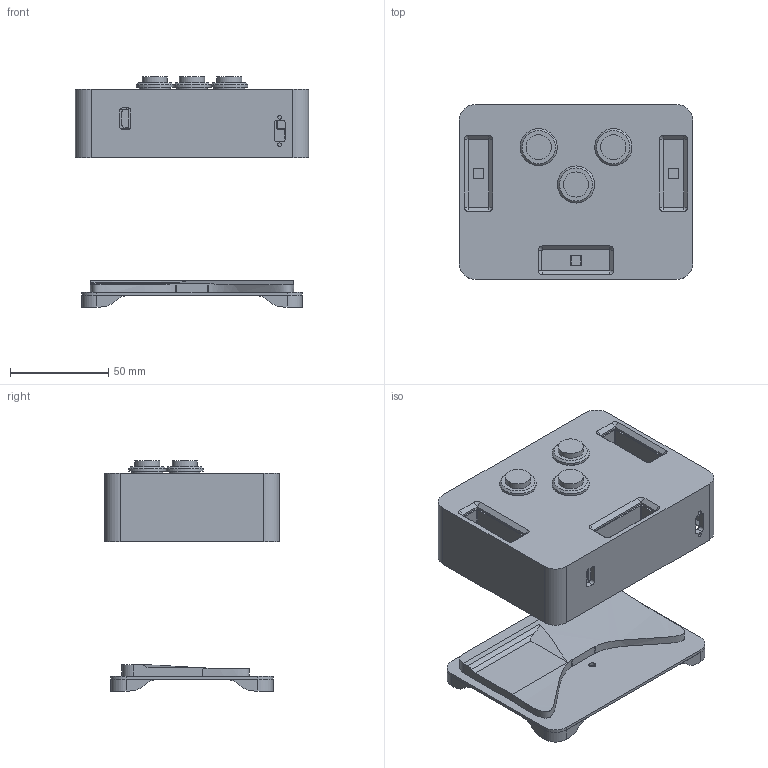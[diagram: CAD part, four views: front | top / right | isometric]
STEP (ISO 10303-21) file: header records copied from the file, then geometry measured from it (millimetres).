
FILE_DESCRIPTION(/* description */ (''),/* implementation_level */ '2;1');
FILE_NAME(/* name */ 'Blind Maze.step',/* time_stamp */ '2024-08-20T10:27:21+02:00',/* author */ (''),/* organization */ (''),/* preprocessor_version */ 'ST-DEVELOPER v20',/* originating_system */ 'Autodesk Translation Framework v13.14.0.145',/* authorisation */ '');
FILE_SCHEMA (('AUTOMOTIVE_DESIGN { 1 0 10303 214 3 1 1 }'));
Length unit declared in the file: millimetre
Products named in the file (6): for export; piano_bot_2 v28 v2; piano_detali_stacked 4 LEFT v6; Servo MG996R v1 v1; кругляк v1; Component1
Assembly tree (5 placements, depth 4):
  for export
    piano_bot_2 v28 v2
      piano_detali_stacked 4 LEFT v6
        Servo MG996R v1 v1
        кругляк v1
    Component1
Bounding box: 118.75 x 89.07 x 117.16 mm (x, y, z)
Volume: 148828.5 mm3; surface area: 108504.5 mm2
Topology: 22 solids, 22 shells, 585 faces, 1392 edges, 872 vertices
Faces by surface type: plane 368, cylinder 165, cone 43, bspline 7, torus 2
Full cylindrical faces by diameter (mm): 0.547 x3, 0.585 x3, 1.256 x2, 1.9 x2, 3 x2, 3.5 x1, 4.9 x1, 8.144 x1, 12.8 x3, 14.6 x1, 15.65 x3, 16.5 x3, 18.9 x3
Entity records: 17043 total; most frequent: CARTESIAN_POINT 3186, DIRECTION 2867, ORIENTED_EDGE 2760, EDGE_CURVE 1380, LINE 1013, VECTOR 1013, AXIS2_PLACEMENT_3D 927, VERTEX_POINT 872
